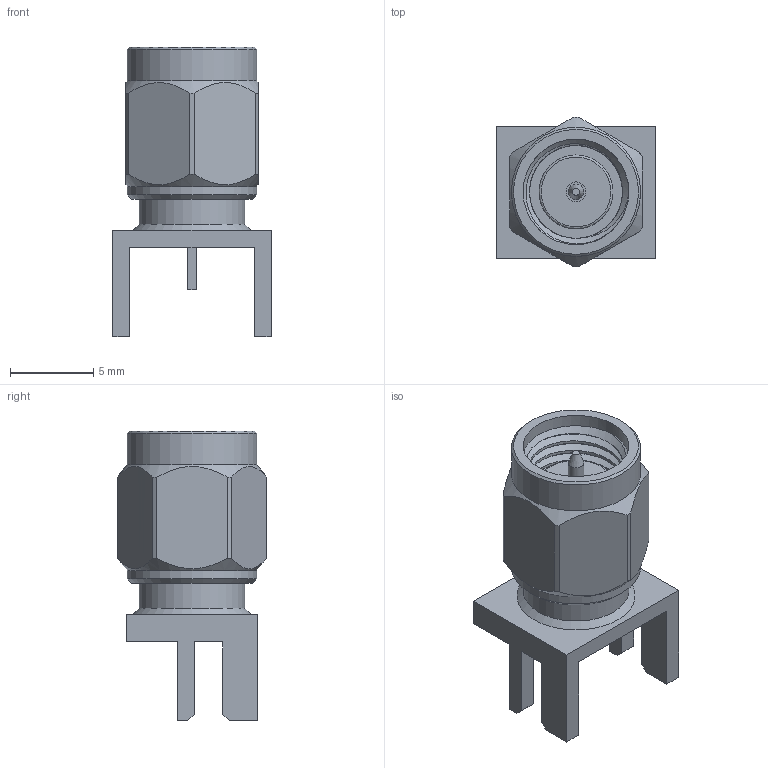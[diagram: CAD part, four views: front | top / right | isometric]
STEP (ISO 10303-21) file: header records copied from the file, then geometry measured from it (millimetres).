
FILE_DESCRIPTION (( 'STEP AP203' ), '1' );
FILE_NAME ('FMCN44284_3D.step', '2022-12-15T23:56:30', ( '' ), ( '' ), 'SwSTEP 2.0', 'SolidWorks 2021', '' );
FILE_SCHEMA (( 'CONFIG_CONTROL_DESIGN' ));
Length unit declared in the file: inch
Products named in the file (1): FMCN44284_3D
Bounding box: 9.53 x 8.99 x 17.42 mm (x, y, z)
Volume: 547.4 mm3; surface area: 796.6 mm2
Topology: 1 solids, 1 shells, 75 faces, 207 edges, 142 vertices
Faces by surface type: plane 44, cylinder 20, cone 7, bspline 4
Full cylindrical faces by diameter (mm): 0.94 x1, 1.194 x1, 4.064 x1, 4.445 x1, 6.35 x7, 7.762 x2
Entity records: 3476 total; most frequent: CARTESIAN_POINT 1753, ORIENTED_EDGE 358, DIRECTION 294, EDGE_CURVE 179, VERTEX_POINT 135, AXIS2_PLACEMENT_3D 99, VECTOR 96, LINE 96
